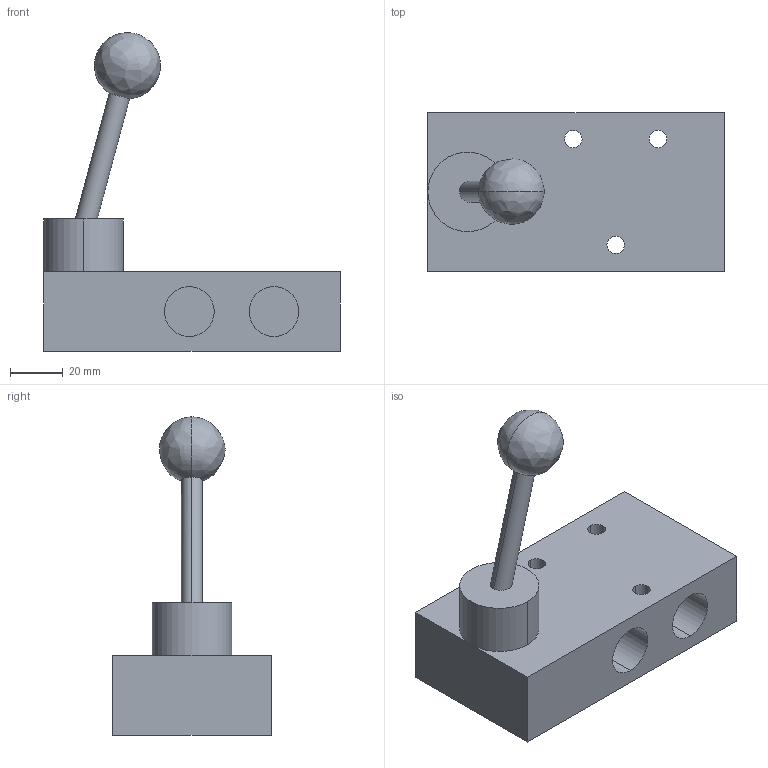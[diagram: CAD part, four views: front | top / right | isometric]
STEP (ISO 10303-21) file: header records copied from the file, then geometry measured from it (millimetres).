
FILE_DESCRIPTION (( 'STEP AP203' ), '1' );
FILE_NAME ('HV.311.121.STEP', '2018-11-23T12:37:02', ( '' ), ( '' ), 'SwSTEP 2.0', 'SolidWorks 2013', '' );
FILE_SCHEMA (( 'CONFIG_CONTROL_DESIGN' ));
Length unit declared in the file: millimetre
Products named in the file (1): HV.311.121
Bounding box: 112 x 60 x 120.4 mm (x, y, z)
Volume: 210749.8 mm3; surface area: 33032.9 mm2
Topology: 1 solids, 1 shells, 28 faces, 66 edges, 42 vertices
Faces by surface type: cylinder 16, plane 10, bspline 2
Entity records: 916 total; most frequent: CARTESIAN_POINT 171, DIRECTION 149, ORIENTED_EDGE 128, EDGE_CURVE 64, AXIS2_PLACEMENT_3D 60, VERTEX_POINT 42, EDGE_LOOP 38, CIRCLE 33
